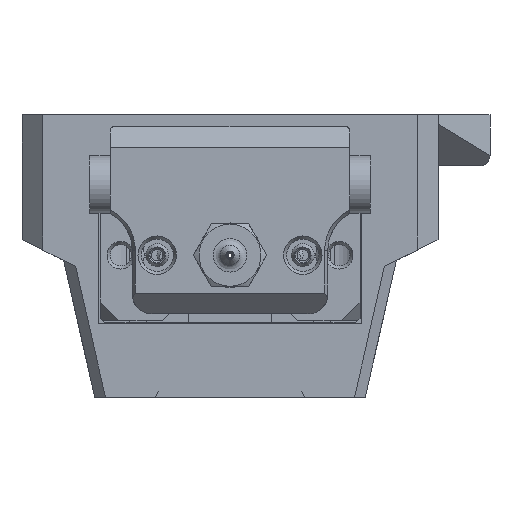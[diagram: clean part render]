
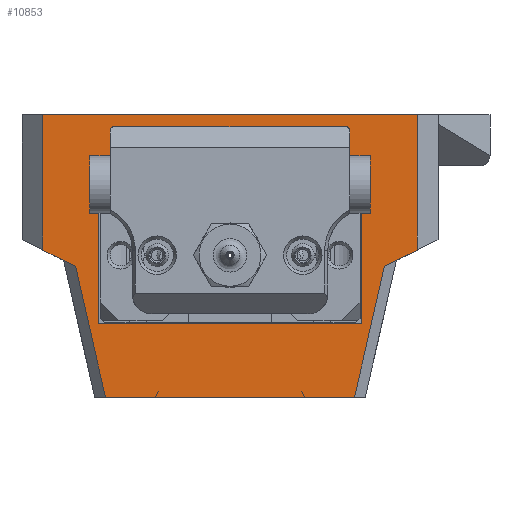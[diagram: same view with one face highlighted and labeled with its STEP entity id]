
A CAD part, front view. The second image highlights one B-rep face of the part: STEP entity #10853.
In plain terms, the highlighted face is planar.
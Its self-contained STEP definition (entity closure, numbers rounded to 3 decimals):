
#756=FACE_BOUND('',#2163,.T.);
#1001=PLANE('',#12155);
#1490=FACE_OUTER_BOUND('',#2162,.T.);
#2162=EDGE_LOOP('',(#9170,#9171,#9172,#9173,#9174,#9175,#9176,#9177));
#2163=EDGE_LOOP('',(#9178,#9179,#9180,#9181));
#3039=LINE('',#18023,#3899);
#3060=LINE('',#18155,#3920);
#3067=LINE('',#18181,#3927);
#3079=LINE('',#19107,#3939);
#3095=LINE('',#19154,#3955);
#3096=LINE('',#19156,#3956);
#3097=LINE('',#19157,#3957);
#3098=LINE('',#19159,#3958);
#3099=LINE('',#19161,#3959);
#3100=LINE('',#19163,#3960);
#3101=LINE('',#19164,#3961);
#3102=LINE('',#19165,#3962);
#3899=VECTOR('',#14487,1000.);
#3920=VECTOR('',#14556,1000.);
#3927=VECTOR('',#14581,10.);
#3939=VECTOR('',#14637,1000.);
#3955=VECTOR('',#14671,1000.);
#3956=VECTOR('',#14672,1000.);
#3957=VECTOR('',#14673,1000.);
#3958=VECTOR('',#14674,1000.);
#3959=VECTOR('',#14675,1000.);
#3960=VECTOR('',#14676,1000.);
#3961=VECTOR('',#14677,1000.);
#3962=VECTOR('',#14678,1000.);
#5190=VERTEX_POINT('',#18020);
#5191=VERTEX_POINT('',#18022);
#5217=VERTEX_POINT('',#18152);
#5218=VERTEX_POINT('',#18154);
#5227=VERTEX_POINT('',#18178);
#5228=VERTEX_POINT('',#18180);
#5272=VERTEX_POINT('',#19152);
#5273=VERTEX_POINT('',#19153);
#5274=VERTEX_POINT('',#19155);
#5275=VERTEX_POINT('',#19158);
#5276=VERTEX_POINT('',#19160);
#5277=VERTEX_POINT('',#19162);
#6552=EDGE_CURVE('',#5190,#5191,#3039,.T.);
#6590=EDGE_CURVE('',#5218,#5217,#3060,.T.);
#6601=EDGE_CURVE('',#5227,#5228,#3067,.T.);
#6646=EDGE_CURVE('',#5190,#5228,#3079,.T.);
#6668=EDGE_CURVE('',#5272,#5273,#3095,.T.);
#6669=EDGE_CURVE('',#5273,#5274,#3096,.T.);
#6670=EDGE_CURVE('',#5274,#5218,#3097,.T.);
#6671=EDGE_CURVE('',#5217,#5275,#3098,.T.);
#6672=EDGE_CURVE('',#5275,#5276,#3099,.T.);
#6673=EDGE_CURVE('',#5276,#5277,#3100,.T.);
#6674=EDGE_CURVE('',#5272,#5277,#3101,.T.);
#6675=EDGE_CURVE('',#5191,#5227,#3102,.T.);
#9170=ORIENTED_EDGE('',*,*,#6668,.T.);
#9171=ORIENTED_EDGE('',*,*,#6669,.T.);
#9172=ORIENTED_EDGE('',*,*,#6670,.T.);
#9173=ORIENTED_EDGE('',*,*,#6590,.T.);
#9174=ORIENTED_EDGE('',*,*,#6671,.T.);
#9175=ORIENTED_EDGE('',*,*,#6672,.T.);
#9176=ORIENTED_EDGE('',*,*,#6673,.T.);
#9177=ORIENTED_EDGE('',*,*,#6674,.F.);
#9178=ORIENTED_EDGE('',*,*,#6601,.F.);
#9179=ORIENTED_EDGE('',*,*,#6675,.F.);
#9180=ORIENTED_EDGE('',*,*,#6552,.F.);
#9181=ORIENTED_EDGE('',*,*,#6646,.T.);
#10853=ADVANCED_FACE('',(#1490,#756),#1001,.T.);
#12155=AXIS2_PLACEMENT_3D('',#19151,#14669,#14670);
#14487=DIRECTION('',(1.,0.,0.));
#14556=DIRECTION('',(1.,0.,0.));
#14581=DIRECTION('',(-1.,0.,0.));
#14637=DIRECTION('',(0.,1.,0.));
#14669=DIRECTION('center_axis',(0.,0.,
1.));
#14670=DIRECTION('ref_axis',(1.,0.,0.));
#14671=DIRECTION('',(0.,-1.,0.));
#14672=DIRECTION('',(0.894,-0.447,0.));
#14673=DIRECTION('',(0.222,-0.975,0.));
#14674=DIRECTION('',(0.222,0.975,0.));
#14675=DIRECTION('',(0.894,0.447,0.));
#14676=DIRECTION('',(0.,1.,0.));
#14677=DIRECTION('',(1.,0.,0.));
#14678=DIRECTION('',(0.,1.,0.));
#18020=CARTESIAN_POINT('',(37.35,-65.024,-19.));
#18022=CARTESIAN_POINT('',(62.65,-65.024,-19.));
#18023=CARTESIAN_POINT('',(50.95,-65.024,-19.));
#18152=CARTESIAN_POINT('',(61.974,-72.124,-19.));
#18154=CARTESIAN_POINT('',(38.026,-72.124,-19.));
#18155=CARTESIAN_POINT('',(50.,-72.124,-19.));
#18178=CARTESIAN_POINT('',(62.65,-51.924,-19.));
#18180=CARTESIAN_POINT('',(37.35,-51.924,-19.));
#18181=CARTESIAN_POINT('',(41.,-51.924,-19.));
#19107=CARTESIAN_POINT('',(37.35,-58.599,-19.));
#19151=CARTESIAN_POINT('Origin',(50.95,-58.599,-19.));
#19152=CARTESIAN_POINT('',(32.,-44.974,-19.));
#19153=CARTESIAN_POINT('',(32.,-57.974,-19.));
#19154=CARTESIAN_POINT('',(32.,-56.974,-19.));
#19155=CARTESIAN_POINT('',(35.158,-59.553,-19.));
#19156=CARTESIAN_POINT('',(33.888,-58.918,-19.));
#19157=CARTESIAN_POINT('',(37.975,-71.901,-19.));
#19158=CARTESIAN_POINT('',(64.842,-59.553,-19.));
#19159=CARTESIAN_POINT('',(65.025,-58.751,-19.));
#19160=CARTESIAN_POINT('',(68.,-57.974,-19.));
#19161=CARTESIAN_POINT('',(66.112,-58.918,-19.));
#19162=CARTESIAN_POINT('',(68.,-44.974,-19.));
#19163=CARTESIAN_POINT('',(68.,-44.974,-19.));
#19164=CARTESIAN_POINT('',(39.6,-44.974,-19.));
#19165=CARTESIAN_POINT('',(62.65,-58.599,-19.));
